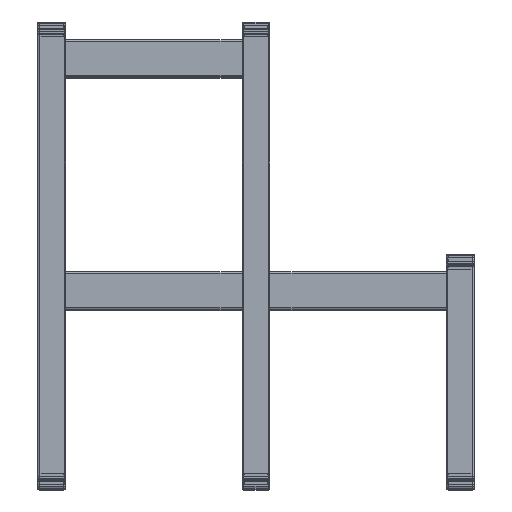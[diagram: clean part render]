
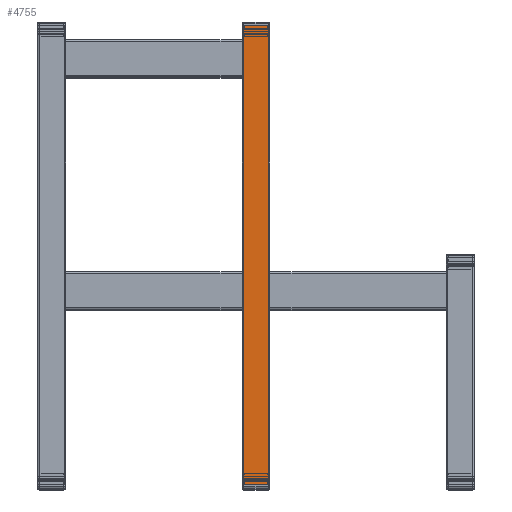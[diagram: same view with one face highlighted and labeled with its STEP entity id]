
A CAD part, top view. The second image highlights one B-rep face of the part: STEP entity #4755.
In plain terms, the highlighted face is planar.
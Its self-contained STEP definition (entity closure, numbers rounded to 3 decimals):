
#322 = DIRECTION ( 'NONE',  ( 0., 0., -1. ) ) ;
#329 = CARTESIAN_POINT ( 'NONE',  ( 13.5, 15., -247. ) ) ;
#420 = VECTOR ( 'NONE', #3271, 1000. ) ;
#462 = ORIENTED_EDGE ( 'NONE', *, *, #1007, .F. ) ;
#935 = FACE_OUTER_BOUND ( 'NONE', #2707, .T. ) ;
#1007 = EDGE_CURVE ( 'NONE', #1171, #2306, #4871, .T. ) ;
#1030 = CARTESIAN_POINT ( 'NONE',  ( -13.5, 15., -247. ) ) ;
#1171 = VERTEX_POINT ( 'NONE', #1870 ) ;
#1280 = EDGE_CURVE ( 'NONE', #1171, #2061, #4679, .T. ) ;
#1499 = EDGE_CURVE ( 'NONE', #2061, #3596, #1519, .T. ) ;
#1519 = LINE ( 'NONE', #2411, #420 ) ;
#1792 = LINE ( 'NONE', #5108, #3669 ) ;
#1870 = CARTESIAN_POINT ( 'NONE',  ( 13.5, 15., 247. ) ) ;
#2061 = VERTEX_POINT ( 'NONE', #329 ) ;
#2280 = VECTOR ( 'NONE', #3121, 1000. ) ;
#2306 = VERTEX_POINT ( 'NONE', #2883 ) ;
#2362 = DIRECTION ( 'NONE',  ( 0., -1., 0. ) ) ;
#2411 = CARTESIAN_POINT ( 'NONE',  ( -13.5, 15., -247. ) ) ;
#2707 = EDGE_LOOP ( 'NONE', ( #3273, #4579, #462, #5266 ) ) ;
#2883 = CARTESIAN_POINT ( 'NONE',  ( -13.5, 15., 247. ) ) ;
#3121 = DIRECTION ( 'NONE',  ( 0., 0., -1. ) ) ;
#3271 = DIRECTION ( 'NONE',  ( -1., 0., 0. ) ) ;
#3273 = ORIENTED_EDGE ( 'NONE', *, *, #1499, .T. ) ;
#3596 = VERTEX_POINT ( 'NONE', #1030 ) ;
#3641 = EDGE_CURVE ( 'NONE', #2306, #3596, #1792, .T. ) ;
#3669 = VECTOR ( 'NONE', #4733, 1000. ) ;
#3772 = VECTOR ( 'NONE', #4654, 1000. ) ;
#3779 = CARTESIAN_POINT ( 'NONE',  ( -13.5, 15., 247. ) ) ;
#3935 = CARTESIAN_POINT ( 'NONE',  ( 13.5, 15., 247. ) ) ;
#4219 = PLANE ( 'NONE',  #4359 ) ;
#4359 = AXIS2_PLACEMENT_3D ( 'NONE', #4446, #2362, #322 ) ;
#4446 = CARTESIAN_POINT ( 'NONE',  ( -13.5, 15., 247. ) ) ;
#4579 = ORIENTED_EDGE ( 'NONE', *, *, #3641, .F. ) ;
#4654 = DIRECTION ( 'NONE',  ( -1., 0., 0. ) ) ;
#4679 = LINE ( 'NONE', #3935, #2280 ) ;
#4733 = DIRECTION ( 'NONE',  ( 0., 0., -1. ) ) ;
#4755 = ADVANCED_FACE ( 'NONE', ( #935 ), #4219, .F. ) ;
#4871 = LINE ( 'NONE', #3779, #3772 ) ;
#5108 = CARTESIAN_POINT ( 'NONE',  ( -13.5, 15., 247. ) ) ;
#5266 = ORIENTED_EDGE ( 'NONE', *, *, #1280, .T. ) ;
